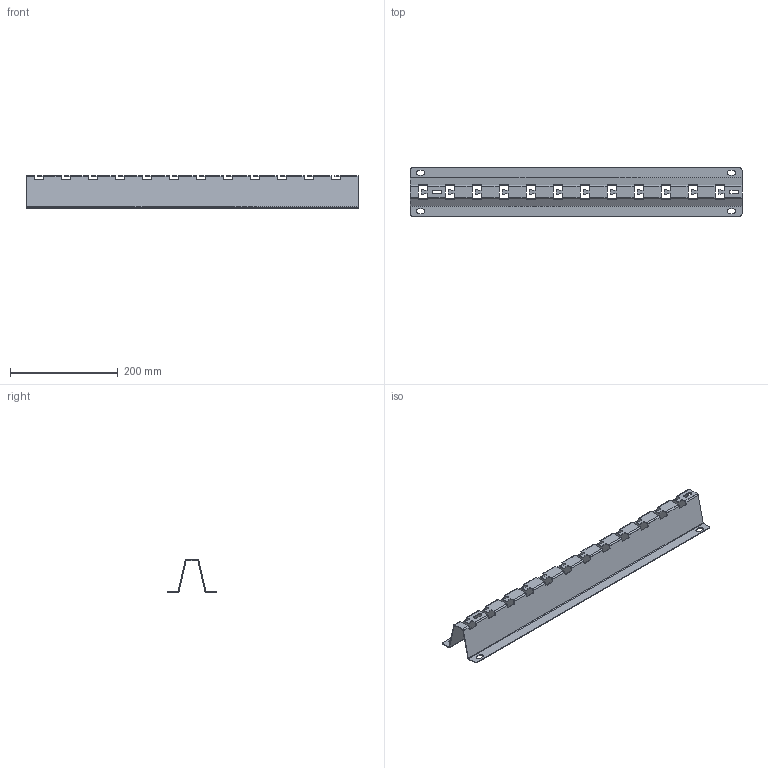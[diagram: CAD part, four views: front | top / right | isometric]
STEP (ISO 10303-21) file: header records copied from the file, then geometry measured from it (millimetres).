
FILE_DESCRIPTION (( 'STEP AP214' ), '1' );
FILE_NAME ('knn600 Êðîíøòåéí íàñòåííî-íàïîëüíûé 600 EKF.STEP', '2020-08-26T12:56:20', ( '' ), ( '' ), 'SwSTEP 2.0', 'SolidWorks 2019', '' );
FILE_SCHEMA (( 'AUTOMOTIVE_DESIGN' ));
Length unit declared in the file: millimetre
Products named in the file (1): knn600 Êðîíøòåéí íàñòåííî-íàïîëüíûé 600 EKF
Bounding box: 615 x 89.12 x 60.41 mm (x, y, z)
Volume: 155877 mm3; surface area: 212971.4 mm2
Topology: 1 solids, 1 shells, 424 faces, 1114 edges, 668 vertices
Faces by surface type: plane 282, cylinder 142
Entity records: 12876 total; most frequent: DIRECTION 2248, ORIENTED_EDGE 2228, CARTESIAN_POINT 2207, EDGE_CURVE 1114, VECTOR 830, LINE 830, AXIS2_PLACEMENT_3D 709, VERTEX_POINT 668
